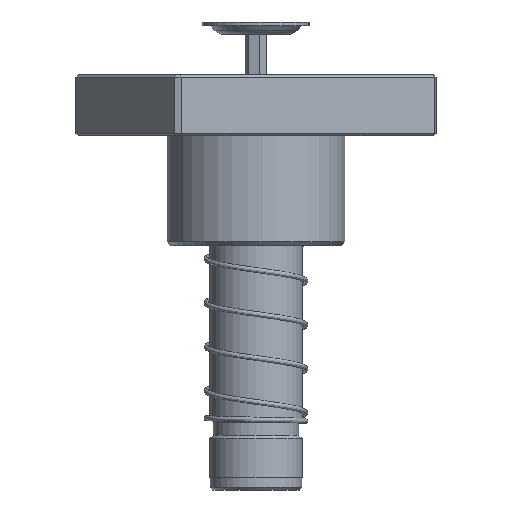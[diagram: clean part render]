
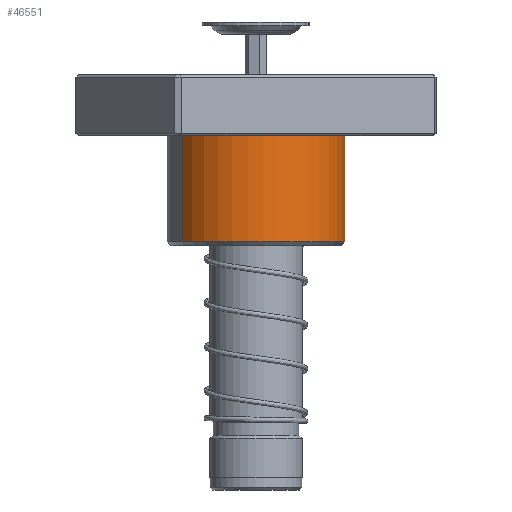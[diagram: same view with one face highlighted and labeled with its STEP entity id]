
A CAD part, front view. The second image highlights one B-rep face of the part: STEP entity #46551.
In plain terms, the highlighted cylindrical face has radius 36.5 mm (diameter 73 mm), a partial arc.
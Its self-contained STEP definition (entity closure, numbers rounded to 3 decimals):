
#1059 = DIRECTION ( 'NONE',  ( 1., 0., 0. ) ) ;
#1350 = VERTEX_POINT ( 'NONE', #30475 ) ;
#2204 = CIRCLE ( 'NONE', #33927, 36.5 ) ;
#2221 = CARTESIAN_POINT ( 'NONE',  ( 0., 0., 68.5 ) ) ;
#4627 = DIRECTION ( 'NONE',  ( 0., 0., -1. ) ) ;
#5657 = CARTESIAN_POINT ( 'NONE',  ( -36.5, 0., 25. ) ) ;
#6821 = CIRCLE ( 'NONE', #24831, 36.5 ) ;
#8480 = VERTEX_POINT ( 'NONE', #5657 ) ;
#9594 = CARTESIAN_POINT ( 'NONE',  ( -36.5, 0., 68.5 ) ) ;
#10167 = DIRECTION ( 'NONE',  ( 0., 0., 1. ) ) ;
#10758 = CARTESIAN_POINT ( 'NONE',  ( 0., 0., 70. ) ) ;
#12251 = DIRECTION ( 'NONE',  ( 1., 0., 0. ) ) ;
#12381 = ORIENTED_EDGE ( 'NONE', *, *, #25065, .T. ) ;
#12520 = CIRCLE ( 'NONE', #36378, 36.5 ) ;
#12588 = VECTOR ( 'NONE', #41235, 1000. ) ;
#13845 = AXIS2_PLACEMENT_3D ( 'NONE', #10758, #23346, #14323 ) ;
#14323 = DIRECTION ( 'NONE',  ( -1., 0., 0. ) ) ;
#15052 = ORIENTED_EDGE ( 'NONE', *, *, #29612, .T. ) ;
#15341 = FACE_OUTER_BOUND ( 'NONE', #20111, .T. ) ;
#16234 = ORIENTED_EDGE ( 'NONE', *, *, #22274, .F. ) ;
#16396 = EDGE_CURVE ( 'NONE', #38522, #48012, #12520, .T. ) ;
#17551 = DIRECTION ( 'NONE',  ( 0., 0., -1. ) ) ;
#20111 = EDGE_LOOP ( 'NONE', ( #16234, #21132, #30078, #12381, #15052 ) ) ;
#21132 = ORIENTED_EDGE ( 'NONE', *, *, #16396, .T. ) ;
#21685 = LINE ( 'NONE', #48894, #12588 ) ;
#21730 = VERTEX_POINT ( 'NONE', #24758 ) ;
#22274 = EDGE_CURVE ( 'NONE', #38522, #21730, #21685, .T. ) ;
#23346 = DIRECTION ( 'NONE',  ( 0., 0., -1. ) ) ;
#24758 = CARTESIAN_POINT ( 'NONE',  ( 36.5, 0., 25. ) ) ;
#24831 = AXIS2_PLACEMENT_3D ( 'NONE', #31958, #43998, #1059 ) ;
#25065 = EDGE_CURVE ( 'NONE', #8480, #1350, #2204, .T. ) ;
#25620 = CARTESIAN_POINT ( 'NONE',  ( 0., 0., 25. ) ) ;
#29612 = EDGE_CURVE ( 'NONE', #1350, #21730, #6821, .T. ) ;
#30078 = ORIENTED_EDGE ( 'NONE', *, *, #37916, .T. ) ;
#30475 = CARTESIAN_POINT ( 'NONE',  ( 0., -36.5, 25. ) ) ;
#31958 = CARTESIAN_POINT ( 'NONE',  ( 0., 0., 25. ) ) ;
#33927 = AXIS2_PLACEMENT_3D ( 'NONE', #25620, #10167, #45488 ) ;
#36378 = AXIS2_PLACEMENT_3D ( 'NONE', #2221, #4627, #12251 ) ;
#37916 = EDGE_CURVE ( 'NONE', #48012, #8480, #47964, .T. ) ;
#38074 = CARTESIAN_POINT ( 'NONE',  ( 36.5, 0., 68.5 ) ) ;
#38522 = VERTEX_POINT ( 'NONE', #38074 ) ;
#40230 = CYLINDRICAL_SURFACE ( 'NONE', #13845, 36.5 ) ;
#41235 = DIRECTION ( 'NONE',  ( 0., 0., -1. ) ) ;
#43712 = VECTOR ( 'NONE', #17551, 1000. ) ;
#43998 = DIRECTION ( 'NONE',  ( 0., 0., 1. ) ) ;
#44712 = CARTESIAN_POINT ( 'NONE',  ( -36.5, 0., 70. ) ) ;
#45488 = DIRECTION ( 'NONE',  ( 1., 0., 0. ) ) ;
#46551 = ADVANCED_FACE ( 'NONE', ( #15341 ), #40230, .T. ) ;
#47964 = LINE ( 'NONE', #44712, #43712 ) ;
#48012 = VERTEX_POINT ( 'NONE', #9594 ) ;
#48894 = CARTESIAN_POINT ( 'NONE',  ( 36.5, 0., 70. ) ) ;
